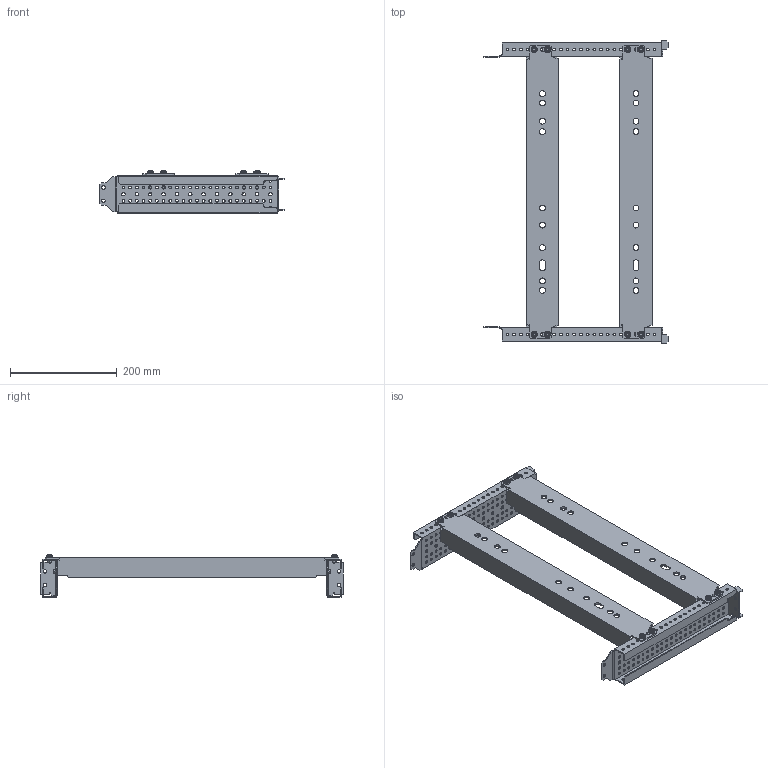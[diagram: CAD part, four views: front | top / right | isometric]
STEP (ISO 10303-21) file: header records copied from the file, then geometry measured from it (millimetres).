
FILE_DESCRIPTION (( 'STEP AP203' ), '1' );
FILE_NAME ('FO-00-ABD-060-060 FORMAT Ê-ò óñò. ARMAT ACB A_B 3-4P D 3P 600õ600 IEK.STEP', '2024-07-28T16:47:21', ( '' ), ( '' ), 'SwSTEP 2.0', 'SolidWorks 2022', '' );
FILE_SCHEMA (( 'CONFIG_CONTROL_DESIGN' ));
Length unit declared in the file: millimetre
Products named in the file (1): FO-00-ABD-060-060 FORMAT К-т уст. ARMAT ACB A_B 3-4P D 3P 600х600 IEK
Bounding box: 344.49 x 566 x 79 mm (x, y, z)
Volume: 576643.7 mm3; surface area: 472778.6 mm2
Topology: 20 solids, 20 shells, 1516 faces, 4204 edges, 2760 vertices
Faces by surface type: cylinder 1020, plane 356, cone 64, torus 64, bspline 12
Entity records: 51583 total; most frequent: DIRECTION 9398, CARTESIAN_POINT 9309, ORIENTED_EDGE 8408, EDGE_CURVE 4204, AXIS2_PLACEMENT_3D 3737, VERTEX_POINT 2760, EDGE_LOOP 2244, CIRCLE 2232
